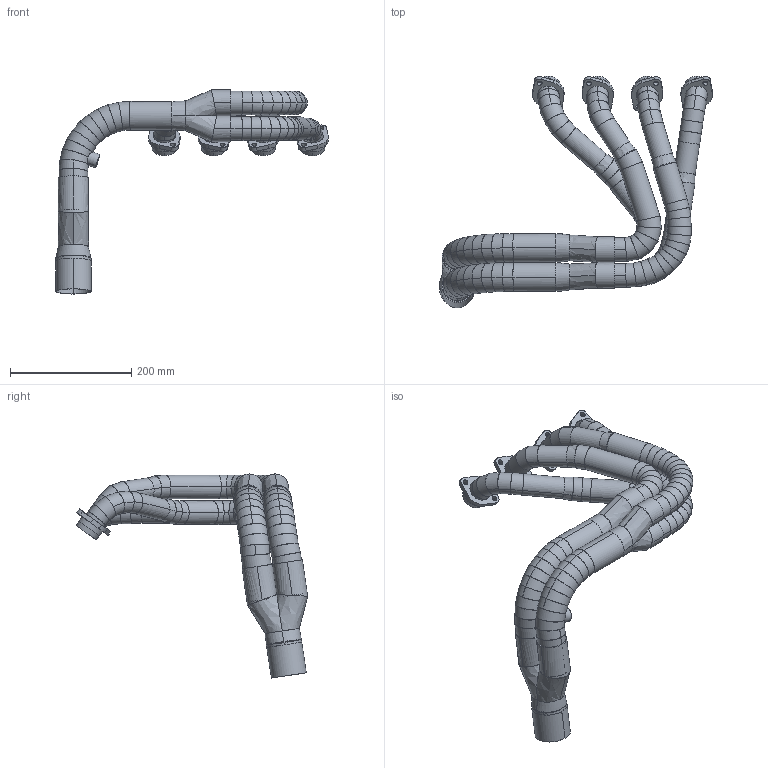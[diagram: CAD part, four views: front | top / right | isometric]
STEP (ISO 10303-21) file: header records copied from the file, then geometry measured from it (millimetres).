
FILE_DESCRIPTION(('FreeCAD Model'),'2;1');
FILE_NAME('Open CASCADE Shape Model','2025-05-04T09:45:48',('FreeCAD'),( 'FreeCAD'),'Open CASCADE STEP processor 7.6','FreeCAD','Unknown');
FILE_SCHEMA(('AUTOMOTIVE_DESIGN { 1 0 10303 214 1 1 1 1 }'));
Products named in the file (1): Open CASCADE STEP translator 7.6 1
Bounding box: 450.16 x 382.2 x 336.9 mm (x, y, z)
Volume: 666890.2 mm3; surface area: 795416.7 mm2
Topology: 120 solids, 120 shells, 839 faces, 1797 edges, 1172 vertices
Faces by surface type: bspline 839
Entity records: 34444 total; most frequent: CARTESIAN_POINT 23725, ORIENTED_EDGE 3562, EDGE_CURVE 1781, VERTEX_POINT 1172, FACE_BOUND 1071, EDGE_LOOP 1071, ADVANCED_FACE 839, B_SPLINE_CURVE_WITH_KNOTS 687
